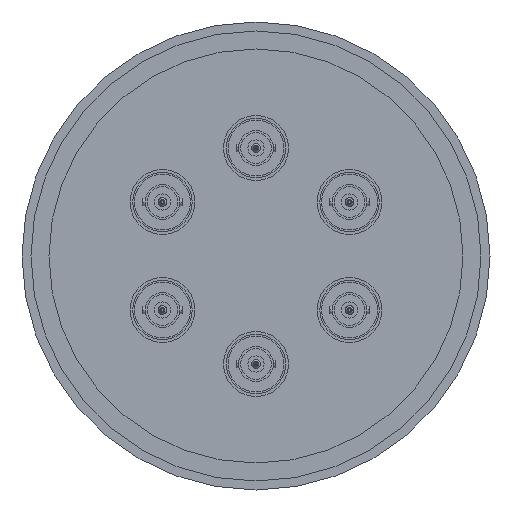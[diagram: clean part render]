
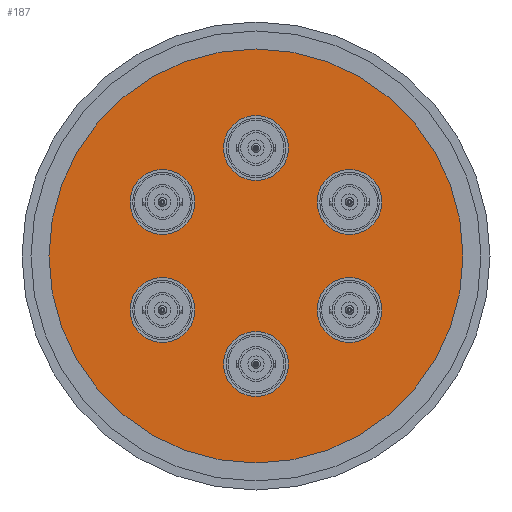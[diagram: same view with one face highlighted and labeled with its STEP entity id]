
A CAD part, front view. The second image highlights one B-rep face of the part: STEP entity #187.
In plain terms, the highlighted planar face has unit normal (0, -1, 0).
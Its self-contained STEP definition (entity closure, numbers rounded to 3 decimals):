
#46 = CARTESIAN_POINT ( 'NONE',  ( 25.981, -12., 6. ) ) ;
#48 = EDGE_LOOP ( 'NONE', ( #2724, #3389 ) ) ;
#58 = DIRECTION ( 'NONE',  ( 0., -1., 0. ) ) ;
#78 = DIRECTION ( 'NONE',  ( 0., 0., -1. ) ) ;
#88 = CIRCLE ( 'NONE', #2586, 9. ) ;
#116 = CIRCLE ( 'NONE', #176, 9. ) ;
#173 = CARTESIAN_POINT ( 'NONE',  ( 0., -12., -30. ) ) ;
#176 = AXIS2_PLACEMENT_3D ( 'NONE', #974, #2049, #78 ) ;
#187 = ADVANCED_FACE ( 'NONE', ( #1101, #1668, #2473, #1649, #2398, #2696, #2733 ), #1085, .T. ) ;
#243 = CIRCLE ( 'NONE', #697, 9. ) ;
#312 = CARTESIAN_POINT ( 'NONE',  ( -25.981, -12., 6. ) ) ;
#389 = DIRECTION ( 'NONE',  ( 0., -1., 0. ) ) ;
#493 = CARTESIAN_POINT ( 'NONE',  ( 25.981, -12., 15. ) ) ;
#559 = CIRCLE ( 'NONE', #1917, 9. ) ;
#562 = CARTESIAN_POINT ( 'NONE',  ( 0., -12., -39. ) ) ;
#697 = AXIS2_PLACEMENT_3D ( 'NONE', #1261, #2910, #3164 ) ;
#732 = CARTESIAN_POINT ( 'NONE',  ( 25.981, -12., -15. ) ) ;
#778 = EDGE_CURVE ( 'NONE', #1754, #985, #880, .T. ) ;
#849 = CARTESIAN_POINT ( 'NONE',  ( -25.981, -12., -15. ) ) ;
#880 = CIRCLE ( 'NONE', #2227, 57.5 ) ;
#897 = CARTESIAN_POINT ( 'NONE',  ( 0., -12., -21. ) ) ;
#903 = AXIS2_PLACEMENT_3D ( 'NONE', #493, #1580, #1856 ) ;
#922 = DIRECTION ( 'NONE',  ( 0., -1., 0. ) ) ;
#946 = AXIS2_PLACEMENT_3D ( 'NONE', #2003, #58, #1481 ) ;
#950 = CARTESIAN_POINT ( 'NONE',  ( -25.981, -12., 24. ) ) ;
#964 = CARTESIAN_POINT ( 'NONE',  ( 0., -12., 21. ) ) ;
#974 = CARTESIAN_POINT ( 'NONE',  ( -25.981, -12., -15. ) ) ;
#979 = CARTESIAN_POINT ( 'NONE',  ( 0., -12., 0. ) ) ;
#985 = VERTEX_POINT ( 'NONE', #1188 ) ;
#1005 = CIRCLE ( 'NONE', #2703, 9. ) ;
#1040 = EDGE_CURVE ( 'NONE', #985, #1754, #3306, .T. ) ;
#1047 = CARTESIAN_POINT ( 'NONE',  ( 25.981, -12., 15. ) ) ;
#1076 = EDGE_CURVE ( 'NONE', #1810, #1588, #243, .T. ) ;
#1085 = PLANE ( 'NONE',  #1583 ) ;
#1097 = DIRECTION ( 'NONE',  ( 0., 0., -1. ) ) ;
#1101 = FACE_BOUND ( 'NONE', #2017, .T. ) ;
#1104 = EDGE_CURVE ( 'NONE', #1174, #3094, #2375, .T. ) ;
#1105 = ORIENTED_EDGE ( 'NONE', *, *, #1076, .F. ) ;
#1150 = AXIS2_PLACEMENT_3D ( 'NONE', #2103, #1277, #3441 ) ;
#1174 = VERTEX_POINT ( 'NONE', #562 ) ;
#1175 = DIRECTION ( 'NONE',  ( 0., -1., 0. ) ) ;
#1188 = CARTESIAN_POINT ( 'NONE',  ( 0., -12., 57.5 ) ) ;
#1197 = EDGE_CURVE ( 'NONE', #2453, #2220, #1980, .T. ) ;
#1203 = ORIENTED_EDGE ( 'NONE', *, *, #2282, .F. ) ;
#1249 = VERTEX_POINT ( 'NONE', #46 ) ;
#1261 = CARTESIAN_POINT ( 'NONE',  ( -25.981, -12., 15. ) ) ;
#1277 = DIRECTION ( 'NONE',  ( 0., -1., 0. ) ) ;
#1312 = EDGE_CURVE ( 'NONE', #2220, #2453, #116, .T. ) ;
#1316 = AXIS2_PLACEMENT_3D ( 'NONE', #173, #2347, #1844 ) ;
#1333 = DIRECTION ( 'NONE',  ( 0., 0., -1. ) ) ;
#1347 = AXIS2_PLACEMENT_3D ( 'NONE', #3360, #922, #3093 ) ;
#1365 = DIRECTION ( 'NONE',  ( 0., -1., 0. ) ) ;
#1453 = CIRCLE ( 'NONE', #1347, 9. ) ;
#1481 = DIRECTION ( 'NONE',  ( 0., 0., -1. ) ) ;
#1493 = EDGE_LOOP ( 'NONE', ( #2972, #1670 ) ) ;
#1497 = CARTESIAN_POINT ( 'NONE',  ( 0., -12., -57.5 ) ) ;
#1529 = CARTESIAN_POINT ( 'NONE',  ( 0., -12., 39. ) ) ;
#1572 = ORIENTED_EDGE ( 'NONE', *, *, #2916, .F. ) ;
#1580 = DIRECTION ( 'NONE',  ( 0., -1., 0. ) ) ;
#1583 = AXIS2_PLACEMENT_3D ( 'NONE', #2146, #1925, #1333 ) ;
#1588 = VERTEX_POINT ( 'NONE', #312 ) ;
#1649 = FACE_BOUND ( 'NONE', #1493, .T. ) ;
#1668 = FACE_BOUND ( 'NONE', #48, .T. ) ;
#1670 = ORIENTED_EDGE ( 'NONE', *, *, #1197, .F. ) ;
#1749 = ORIENTED_EDGE ( 'NONE', *, *, #3081, .F. ) ;
#1754 = VERTEX_POINT ( 'NONE', #1497 ) ;
#1786 = AXIS2_PLACEMENT_3D ( 'NONE', #1968, #1175, #2826 ) ;
#1810 = VERTEX_POINT ( 'NONE', #950 ) ;
#1812 = EDGE_CURVE ( 'NONE', #3038, #3269, #2518, .T. ) ;
#1834 = CARTESIAN_POINT ( 'NONE',  ( 25.981, -12., 24. ) ) ;
#1844 = DIRECTION ( 'NONE',  ( 0., 0., -1. ) ) ;
#1856 = DIRECTION ( 'NONE',  ( 0., 0., -1. ) ) ;
#1863 = CIRCLE ( 'NONE', #3115, 9. ) ;
#1871 = CARTESIAN_POINT ( 'NONE',  ( 25.981, -12., -6. ) ) ;
#1890 = DIRECTION ( 'NONE',  ( 0., -1., 0. ) ) ;
#1898 = ORIENTED_EDGE ( 'NONE', *, *, #1040, .T. ) ;
#1917 = AXIS2_PLACEMENT_3D ( 'NONE', #1921, #1365, #1097 ) ;
#1921 = CARTESIAN_POINT ( 'NONE',  ( -25.981, -12., 15. ) ) ;
#1925 = DIRECTION ( 'NONE',  ( 0., -1., 0. ) ) ;
#1950 = ORIENTED_EDGE ( 'NONE', *, *, #2595, .F. ) ;
#1968 = CARTESIAN_POINT ( 'NONE',  ( 25.981, -12., -15. ) ) ;
#1980 = CIRCLE ( 'NONE', #2495, 9. ) ;
#2003 = CARTESIAN_POINT ( 'NONE',  ( 0., -12., 30. ) ) ;
#2017 = EDGE_LOOP ( 'NONE', ( #1950, #3087 ) ) ;
#2019 = ORIENTED_EDGE ( 'NONE', *, *, #1104, .F. ) ;
#2049 = DIRECTION ( 'NONE',  ( 0., -1., 0. ) ) ;
#2095 = VERTEX_POINT ( 'NONE', #1529 ) ;
#2103 = CARTESIAN_POINT ( 'NONE',  ( 0., -12., 0. ) ) ;
#2106 = EDGE_CURVE ( 'NONE', #3269, #3038, #1005, .T. ) ;
#2146 = CARTESIAN_POINT ( 'NONE',  ( 0., -12., -57.5 ) ) ;
#2160 = ORIENTED_EDGE ( 'NONE', *, *, #2707, .F. ) ;
#2220 = VERTEX_POINT ( 'NONE', #2348 ) ;
#2227 = AXIS2_PLACEMENT_3D ( 'NONE', #979, #3439, #2364 ) ;
#2252 = CARTESIAN_POINT ( 'NONE',  ( -25.981, -12., -6. ) ) ;
#2282 = EDGE_CURVE ( 'NONE', #3094, #1174, #1863, .T. ) ;
#2347 = DIRECTION ( 'NONE',  ( 0., -1., 0. ) ) ;
#2348 = CARTESIAN_POINT ( 'NONE',  ( -25.981, -12., -24. ) ) ;
#2364 = DIRECTION ( 'NONE',  ( 0., 0., -1. ) ) ;
#2375 = CIRCLE ( 'NONE', #1316, 9. ) ;
#2398 = FACE_BOUND ( 'NONE', #2559, .T. ) ;
#2401 = DIRECTION ( 'NONE',  ( 0., -1., 0. ) ) ;
#2453 = VERTEX_POINT ( 'NONE', #2252 ) ;
#2473 = FACE_BOUND ( 'NONE', #2598, .T. ) ;
#2495 = AXIS2_PLACEMENT_3D ( 'NONE', #849, #1890, #2751 ) ;
#2518 = CIRCLE ( 'NONE', #1786, 9. ) ;
#2539 = ORIENTED_EDGE ( 'NONE', *, *, #778, .T. ) ;
#2557 = EDGE_LOOP ( 'NONE', ( #1749, #1572 ) ) ;
#2559 = EDGE_LOOP ( 'NONE', ( #2160, #1105 ) ) ;
#2583 = CIRCLE ( 'NONE', #946, 9. ) ;
#2586 = AXIS2_PLACEMENT_3D ( 'NONE', #1047, #3377, #3454 ) ;
#2595 = EDGE_CURVE ( 'NONE', #1249, #3356, #3502, .T. ) ;
#2598 = EDGE_LOOP ( 'NONE', ( #2019, #1203 ) ) ;
#2696 = FACE_BOUND ( 'NONE', #2557, .T. ) ;
#2703 = AXIS2_PLACEMENT_3D ( 'NONE', #732, #389, #2858 ) ;
#2707 = EDGE_CURVE ( 'NONE', #1588, #1810, #559, .T. ) ;
#2724 = ORIENTED_EDGE ( 'NONE', *, *, #2106, .F. ) ;
#2733 = FACE_OUTER_BOUND ( 'NONE', #3145, .T. ) ;
#2751 = DIRECTION ( 'NONE',  ( 0., 0., -1. ) ) ;
#2826 = DIRECTION ( 'NONE',  ( 0., 0., -1. ) ) ;
#2834 = VERTEX_POINT ( 'NONE', #964 ) ;
#2858 = DIRECTION ( 'NONE',  ( 0., 0., -1. ) ) ;
#2883 = EDGE_CURVE ( 'NONE', #3356, #1249, #88, .T. ) ;
#2910 = DIRECTION ( 'NONE',  ( 0., -1., 0. ) ) ;
#2916 = EDGE_CURVE ( 'NONE', #2095, #2834, #1453, .T. ) ;
#2929 = CARTESIAN_POINT ( 'NONE',  ( 0., -12., -30. ) ) ;
#2972 = ORIENTED_EDGE ( 'NONE', *, *, #1312, .F. ) ;
#3038 = VERTEX_POINT ( 'NONE', #1871 ) ;
#3081 = EDGE_CURVE ( 'NONE', #2834, #2095, #2583, .T. ) ;
#3087 = ORIENTED_EDGE ( 'NONE', *, *, #2883, .F. ) ;
#3093 = DIRECTION ( 'NONE',  ( 0., 0., -1. ) ) ;
#3094 = VERTEX_POINT ( 'NONE', #897 ) ;
#3115 = AXIS2_PLACEMENT_3D ( 'NONE', #2929, #2401, #3236 ) ;
#3121 = CARTESIAN_POINT ( 'NONE',  ( 25.981, -12., -24. ) ) ;
#3145 = EDGE_LOOP ( 'NONE', ( #2539, #1898 ) ) ;
#3164 = DIRECTION ( 'NONE',  ( 0., 0., -1. ) ) ;
#3236 = DIRECTION ( 'NONE',  ( 0., 0., -1. ) ) ;
#3269 = VERTEX_POINT ( 'NONE', #3121 ) ;
#3306 = CIRCLE ( 'NONE', #1150, 57.5 ) ;
#3356 = VERTEX_POINT ( 'NONE', #1834 ) ;
#3360 = CARTESIAN_POINT ( 'NONE',  ( 0., -12., 30. ) ) ;
#3377 = DIRECTION ( 'NONE',  ( 0., -1., 0. ) ) ;
#3389 = ORIENTED_EDGE ( 'NONE', *, *, #1812, .F. ) ;
#3439 = DIRECTION ( 'NONE',  ( 0., -1., 0. ) ) ;
#3441 = DIRECTION ( 'NONE',  ( 0., 0., -1. ) ) ;
#3454 = DIRECTION ( 'NONE',  ( 0., 0., -1. ) ) ;
#3502 = CIRCLE ( 'NONE', #903, 9. ) ;
